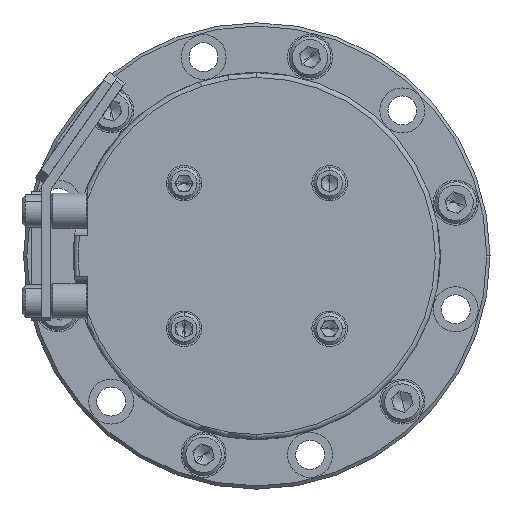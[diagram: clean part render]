
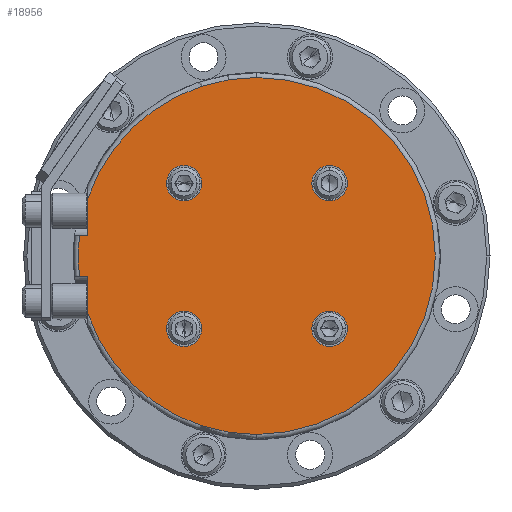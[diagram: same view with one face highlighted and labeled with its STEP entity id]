
A CAD part, left-side view. The second image highlights one B-rep face of the part: STEP entity #18956.
In plain terms, the highlighted planar face has unit normal (-1, 0, 0).
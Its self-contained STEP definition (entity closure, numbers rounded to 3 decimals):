
#111 = CARTESIAN_POINT ( 'NONE',  ( 0., 52.5, 18. ) ) ;
#1689 = ORIENTED_EDGE ( 'NONE', *, *, #12123, .F. ) ;
#1691 = ORIENTED_EDGE ( 'NONE', *, *, #18362, .F. ) ;
#1706 = ORIENTED_EDGE ( 'NONE', *, *, #12081, .F. ) ;
#1717 = ORIENTED_EDGE ( 'NONE', *, *, #12121, .T. ) ;
#1735 = ORIENTED_EDGE ( 'NONE', *, *, #4699, .T. ) ;
#1739 = ORIENTED_EDGE ( 'NONE', *, *, #12122, .T. ) ;
#1791 = ORIENTED_EDGE ( 'NONE', *, *, #12124, .F. ) ;
#1820 = ORIENTED_EDGE ( 'NONE', *, *, #12127, .F. ) ;
#1855 = ORIENTED_EDGE ( 'NONE', *, *, #12128, .F. ) ;
#1887 = ORIENTED_EDGE ( 'NONE', *, *, #12120, .F. ) ;
#1944 = ORIENTED_EDGE ( 'NONE', *, *, #12125, .T. ) ;
#1981 = ORIENTED_EDGE ( 'NONE', *, *, #18346, .F. ) ;
#1985 = ORIENTED_EDGE ( 'NONE', *, *, #12129, .F. ) ;
#1988 = ORIENTED_EDGE ( 'NONE', *, *, #4695, .T. ) ;
#1996 = ORIENTED_EDGE ( 'NONE', *, *, #12126, .F. ) ;
#2001 = ORIENTED_EDGE ( 'NONE', *, *, #12073, .F. ) ;
#2558 = EDGE_LOOP ( 'NONE', ( #1855, #2001 ) ) ;
#2560 = EDGE_LOOP ( 'NONE', ( #1996, #1981 ) ) ;
#2561 = EDGE_LOOP ( 'NONE', ( #1820, #1691 ) ) ;
#2574 = EDGE_LOOP ( 'NONE', ( #1887, #1717, #1739, #1689, #1791, #1735, #1988, #1944 ) ) ;
#2593 = EDGE_LOOP ( 'NONE', ( #1985, #1706 ) ) ;
#4695 = EDGE_CURVE ( 'NONE', #19697, #14111, #5793, .T. ) ;
#4699 = EDGE_CURVE ( 'NONE', #19763, #19697, #5719, .T. ) ;
#5719 = CIRCLE ( 'NONE', #5942, 55.5 ) ;
#5784 = AXIS2_PLACEMENT_3D ( 'NONE', #8744, #8745, #8746 ) ;
#5793 = CIRCLE ( 'NONE', #5784, 55.5 ) ;
#5942 = AXIS2_PLACEMENT_3D ( 'NONE', #8772, #8773, #8774 ) ;
#6902 = CARTESIAN_POINT ( 'NONE',  ( 0., -22.627, 22.627 ) ) ;
#6903 = DIRECTION ( 'NONE',  ( -1., 0., 0. ) ) ;
#6904 = DIRECTION ( 'NONE',  ( 0., 0., 1. ) ) ;
#6926 = CARTESIAN_POINT ( 'NONE',  ( 0., 22.627, 22.627 ) ) ;
#6927 = DIRECTION ( 'NONE',  ( -1., 0., 0. ) ) ;
#6928 = DIRECTION ( 'NONE',  ( 0., 0., 1. ) ) ;
#7167 = CARTESIAN_POINT ( 'NONE',  ( 0., 52.5, -6.5 ) ) ;
#7168 = LINE ( 'NONE', #7167, #21356 ) ;
#7210 = LINE ( 'NONE', #7211, #21299 ) ;
#7211 = CARTESIAN_POINT ( 'NONE',  ( 0., 52.5, 6.5 ) ) ;
#7212 = DIRECTION ( 'NONE',  ( 0., 0., 1. ) ) ;
#7213 = LINE ( 'NONE', #7214, #21322 ) ;
#7214 = CARTESIAN_POINT ( 'NONE',  ( 0., 52.5, 6.5 ) ) ;
#7215 = DIRECTION ( 'NONE',  ( 0., 1., 0. ) ) ;
#7217 = LINE ( 'NONE', #7222, #21361 ) ;
#7218 = CARTESIAN_POINT ( 'NONE',  ( 0., 0., 0. ) ) ;
#7219 = DIRECTION ( 'NONE',  ( -1., 0., 0. ) ) ;
#7220 = DIRECTION ( 'NONE',  ( 0., 0., 1. ) ) ;
#7221 = DIRECTION ( 'NONE',  ( 0., 1., 0. ) ) ;
#7222 = CARTESIAN_POINT ( 'NONE',  ( 0., 52.5, -6.5 ) ) ;
#7223 = DIRECTION ( 'NONE',  ( 0., 0., 1. ) ) ;
#7224 = CARTESIAN_POINT ( 'NONE',  ( 0., 0., 0. ) ) ;
#7225 = DIRECTION ( 'NONE',  ( -1., 0., 0. ) ) ;
#7226 = DIRECTION ( 'NONE',  ( 0., 0., 1. ) ) ;
#7227 = CARTESIAN_POINT ( 'NONE',  ( 0., 22.627, -22.627 ) ) ;
#7228 = DIRECTION ( 'NONE',  ( -1., 0., 0. ) ) ;
#7229 = DIRECTION ( 'NONE',  ( 0., 0., 1. ) ) ;
#7230 = CARTESIAN_POINT ( 'NONE',  ( 0., -22.627, -22.627 ) ) ;
#7231 = DIRECTION ( 'NONE',  ( -1., 0., 0. ) ) ;
#7232 = DIRECTION ( 'NONE',  ( 0., 0., 1. ) ) ;
#7234 = CARTESIAN_POINT ( 'NONE',  ( 0., -22.627, 22.627 ) ) ;
#7235 = DIRECTION ( 'NONE',  ( -1., 0., 0. ) ) ;
#7236 = DIRECTION ( 'NONE',  ( 0., 0., 1. ) ) ;
#7239 = CARTESIAN_POINT ( 'NONE',  ( 0., 22.627, 22.627 ) ) ;
#7240 = DIRECTION ( 'NONE',  ( -1., 0., 0. ) ) ;
#7241 = DIRECTION ( 'NONE',  ( 0., 0., 1. ) ) ;
#7548 = CARTESIAN_POINT ( 'NONE',  ( 0., 52.5, 6.5 ) ) ;
#7606 = CARTESIAN_POINT ( 'NONE',  ( 0., 52.5, -6.5 ) ) ;
#7617 = CARTESIAN_POINT ( 'NONE',  ( 0., 0., 55.5 ) ) ;
#7638 = CARTESIAN_POINT ( 'NONE',  ( 0., 22.627, 17.127 ) ) ;
#7722 = CARTESIAN_POINT ( 'NONE',  ( 0., 55.118, 6.5 ) ) ;
#8744 = CARTESIAN_POINT ( 'NONE',  ( 0., 0., 0. ) ) ;
#8745 = DIRECTION ( 'NONE',  ( -1., 0., 0. ) ) ;
#8746 = DIRECTION ( 'NONE',  ( 0., 0., 1. ) ) ;
#8772 = CARTESIAN_POINT ( 'NONE',  ( 0., 0., 0. ) ) ;
#8773 = DIRECTION ( 'NONE',  ( -1., 0., 0. ) ) ;
#8774 = DIRECTION ( 'NONE',  ( 0., 0., 1. ) ) ;
#9777 = CARTESIAN_POINT ( 'NONE',  ( 0., 22.627, -28.127 ) ) ;
#9856 = CARTESIAN_POINT ( 'NONE',  ( 0., -22.627, -17.127 ) ) ;
#9905 = CARTESIAN_POINT ( 'NONE',  ( 0., -22.627, 17.127 ) ) ;
#9949 = CARTESIAN_POINT ( 'NONE',  ( 0., 22.627, 28.127 ) ) ;
#10052 = CARTESIAN_POINT ( 'NONE',  ( 0., 22.627, -22.627 ) ) ;
#10053 = DIRECTION ( 'NONE',  ( -1., 0., 0. ) ) ;
#10054 = DIRECTION ( 'NONE',  ( 0., 0., 1. ) ) ;
#10076 = CARTESIAN_POINT ( 'NONE',  ( 0., -22.627, -22.627 ) ) ;
#10077 = DIRECTION ( 'NONE',  ( -1., 0., 0. ) ) ;
#10078 = DIRECTION ( 'NONE',  ( 0., 0., 1. ) ) ;
#12073 = EDGE_CURVE ( 'NONE', #14570, #19942, #21352, .T. ) ;
#12081 = EDGE_CURVE ( 'NONE', #14130, #14633, #21512, .T. ) ;
#12120 = EDGE_CURVE ( 'NONE', #13969, #20053, #7210, .T. ) ;
#12121 = EDGE_CURVE ( 'NONE', #13969, #14278, #7213, .T. ) ;
#12122 = EDGE_CURVE ( 'NONE', #14278, #19874, #21355, .T. ) ;
#12123 = EDGE_CURVE ( 'NONE', #14087, #19874, #7168, .T. ) ;
#12124 = EDGE_CURVE ( 'NONE', #19763, #14087, #7217, .T. ) ;
#12125 = EDGE_CURVE ( 'NONE', #14111, #20053, #21391, .T. ) ;
#12126 = EDGE_CURVE ( 'NONE', #19745, #14315, #21362, .T. ) ;
#12127 = EDGE_CURVE ( 'NONE', #14467, #19760, #21358, .T. ) ;
#12128 = EDGE_CURVE ( 'NONE', #19942, #14570, #21324, .T. ) ;
#12129 = EDGE_CURVE ( 'NONE', #14633, #14130, #21394, .T. ) ;
#12188 = AXIS2_PLACEMENT_3D ( 'NONE', #16046, #16050, #16051 ) ;
#13969 = VERTEX_POINT ( 'NONE', #7548 ) ;
#14087 = VERTEX_POINT ( 'NONE', #7606 ) ;
#14111 = VERTEX_POINT ( 'NONE', #7617 ) ;
#14130 = VERTEX_POINT ( 'NONE', #7638 ) ;
#14278 = VERTEX_POINT ( 'NONE', #7722 ) ;
#14315 = VERTEX_POINT ( 'NONE', #9777 ) ;
#14467 = VERTEX_POINT ( 'NONE', #9856 ) ;
#14570 = VERTEX_POINT ( 'NONE', #9905 ) ;
#14633 = VERTEX_POINT ( 'NONE', #9949 ) ;
#16040 = PLANE ( 'NONE',  #12188 ) ;
#16042 = FACE_BOUND ( 'NONE', #2593, .T. ) ;
#16043 = FACE_OUTER_BOUND ( 'NONE', #2574, .T. ) ;
#16045 = FACE_BOUND ( 'NONE', #2560, .T. ) ;
#16046 = CARTESIAN_POINT ( 'NONE',  ( 0., 0., 0. ) ) ;
#16047 = FACE_BOUND ( 'NONE', #2561, .T. ) ;
#16049 = FACE_BOUND ( 'NONE', #2558, .T. ) ;
#16050 = DIRECTION ( 'NONE',  ( 1., 0., 0. ) ) ;
#16051 = DIRECTION ( 'NONE',  ( 0., 0., -1. ) ) ;
#16642 = CARTESIAN_POINT ( 'NONE',  ( 0., 0., -55.5 ) ) ;
#16690 = CARTESIAN_POINT ( 'NONE',  ( 0., 22.627, -17.127 ) ) ;
#16705 = CARTESIAN_POINT ( 'NONE',  ( 0., -22.627, -28.127 ) ) ;
#16708 = CARTESIAN_POINT ( 'NONE',  ( 0., 52.5, -18. ) ) ;
#16787 = CARTESIAN_POINT ( 'NONE',  ( 0., 55.118, -6.5 ) ) ;
#16855 = CARTESIAN_POINT ( 'NONE',  ( 0., -22.627, 28.127 ) ) ;
#18346 = EDGE_CURVE ( 'NONE', #14315, #19745, #21527, .T. ) ;
#18362 = EDGE_CURVE ( 'NONE', #19760, #14467, #21313, .T. ) ;
#18956 = ADVANCED_FACE ( 'NONE', ( #16043, #16045, #16047, #16049, #16042 ), #16040, .F. ) ;
#19697 = VERTEX_POINT ( 'NONE', #16642 ) ;
#19745 = VERTEX_POINT ( 'NONE', #16690 ) ;
#19760 = VERTEX_POINT ( 'NONE', #16705 ) ;
#19763 = VERTEX_POINT ( 'NONE', #16708 ) ;
#19874 = VERTEX_POINT ( 'NONE', #16787 ) ;
#19942 = VERTEX_POINT ( 'NONE', #16855 ) ;
#20053 = VERTEX_POINT ( 'NONE', #111 ) ;
#21280 = AXIS2_PLACEMENT_3D ( 'NONE', #7230, #7231, #7232 ) ;
#21298 = AXIS2_PLACEMENT_3D ( 'NONE', #7239, #7240, #7241 ) ;
#21299 = VECTOR ( 'NONE', #7212, 1000. ) ;
#21313 = CIRCLE ( 'NONE', #21456, 5.5 ) ;
#21322 = VECTOR ( 'NONE', #7215, 1000. ) ;
#21324 = CIRCLE ( 'NONE', #21508, 5.5 ) ;
#21349 = AXIS2_PLACEMENT_3D ( 'NONE', #6902, #6903, #6904 ) ;
#21352 = CIRCLE ( 'NONE', #21349, 5.5 ) ;
#21353 = AXIS2_PLACEMENT_3D ( 'NONE', #6926, #6927, #6928 ) ;
#21355 = CIRCLE ( 'NONE', #21357, 55.5 ) ;
#21356 = VECTOR ( 'NONE', #7221, 1000. ) ;
#21357 = AXIS2_PLACEMENT_3D ( 'NONE', #7218, #7219, #7220 ) ;
#21358 = CIRCLE ( 'NONE', #21280, 5.5 ) ;
#21359 = AXIS2_PLACEMENT_3D ( 'NONE', #7224, #7225, #7226 ) ;
#21361 = VECTOR ( 'NONE', #7223, 1000. ) ;
#21362 = CIRCLE ( 'NONE', #21395, 5.5 ) ;
#21391 = CIRCLE ( 'NONE', #21359, 55.5 ) ;
#21394 = CIRCLE ( 'NONE', #21298, 5.5 ) ;
#21395 = AXIS2_PLACEMENT_3D ( 'NONE', #7227, #7228, #7229 ) ;
#21453 = AXIS2_PLACEMENT_3D ( 'NONE', #10052, #10053, #10054 ) ;
#21456 = AXIS2_PLACEMENT_3D ( 'NONE', #10076, #10077, #10078 ) ;
#21508 = AXIS2_PLACEMENT_3D ( 'NONE', #7234, #7235, #7236 ) ;
#21512 = CIRCLE ( 'NONE', #21353, 5.5 ) ;
#21527 = CIRCLE ( 'NONE', #21453, 5.5 ) ;
